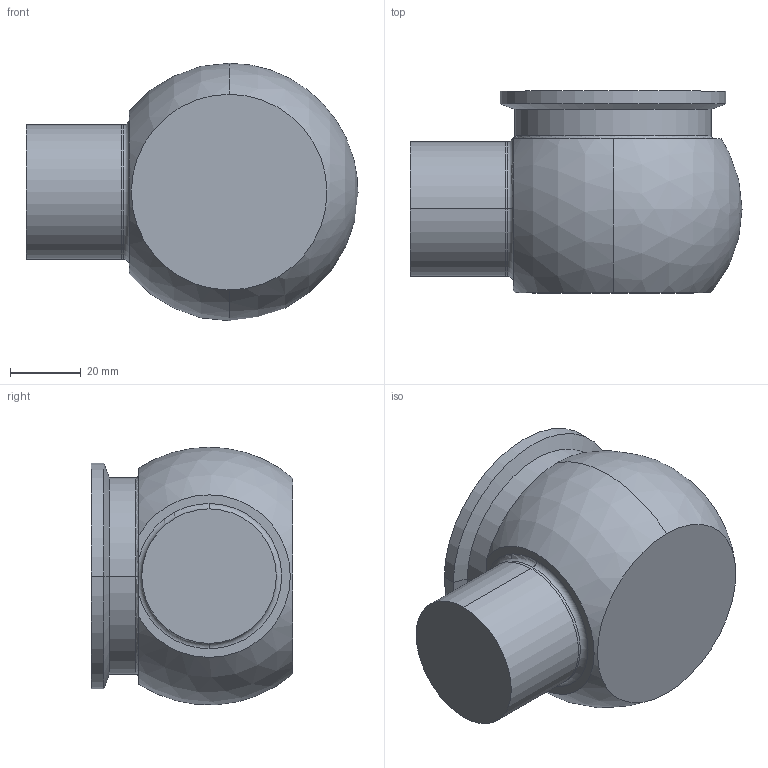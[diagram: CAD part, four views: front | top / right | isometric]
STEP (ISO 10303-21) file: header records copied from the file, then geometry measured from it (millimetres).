
FILE_DESCRIPTION (( 'STEP AP203' ), '1' );
FILE_NAME ('102774.STEP', '2017-10-23T16:47:53', ( '' ), ( '' ), 'SwSTEP 2.0', 'SolidWorks 2014', '' );
FILE_SCHEMA (( 'CONFIG_CONTROL_DESIGN' ));
Length unit declared in the file: inch
Products named in the file (1): 102774
Bounding box: 94.03 x 57.15 x 72.92 mm (x, y, z)
Volume: 222988.4 mm3; surface area: 22276 mm2
Topology: 1 solids, 1 shells, 21 faces, 50 edges, 30 vertices
Faces by surface type: cylinder 8, plane 5, torus 4, cone 2, sphere 2
Entity records: 683 total; most frequent: DIRECTION 118, CARTESIAN_POINT 117, ORIENTED_EDGE 94, AXIS2_PLACEMENT_3D 53, EDGE_CURVE 47, CIRCLE 31, VERTEX_POINT 28, EDGE_LOOP 21
